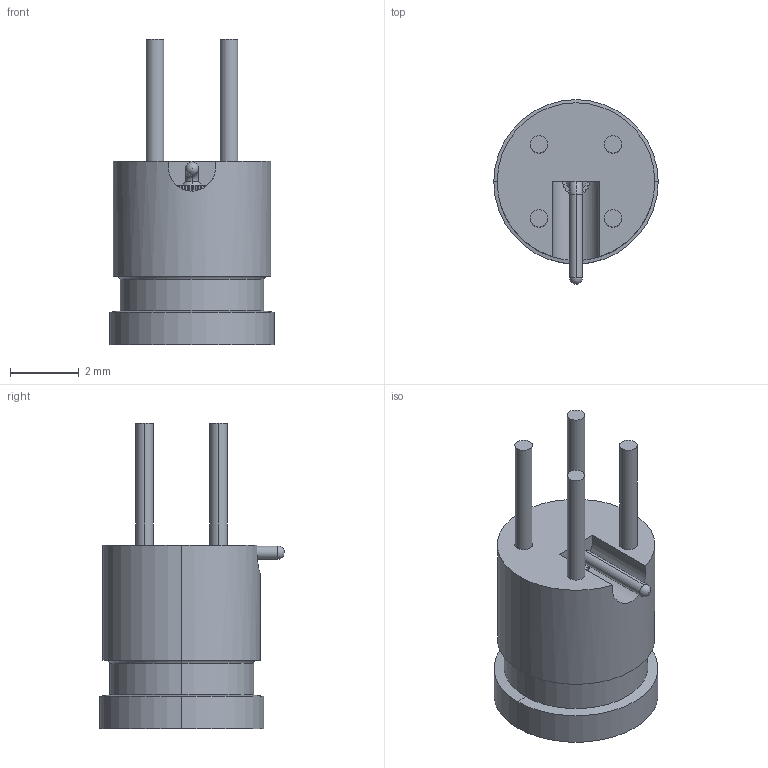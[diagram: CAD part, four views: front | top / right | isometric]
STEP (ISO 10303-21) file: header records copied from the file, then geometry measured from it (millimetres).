
FILE_DESCRIPTION (( 'STEP AP203' ), '1' );
FILE_NAME ('R222.L00.040A.STEP', '2018-07-19T09:24:53', ( '' ), ( '' ), 'SwSTEP 2.0', 'SolidWorks 2017', '' );
FILE_SCHEMA (( 'CONFIG_CONTROL_DESIGN' ));
Length unit declared in the file: millimetre
Products named in the file (1): R222.L00.040A
Bounding box: 4.8 x 5.4 x 8.92 mm (x, y, z)
Volume: 65 mm3; surface area: 174.1 mm2
Topology: 1 solids, 1 shells, 86 faces, 212 edges, 134 vertices
Faces by surface type: cylinder 35, plane 34, cone 10, torus 6, sphere 1
Entity records: 2631 total; most frequent: CARTESIAN_POINT 550, DIRECTION 427, ORIENTED_EDGE 420, EDGE_CURVE 210, AXIS2_PLACEMENT_3D 164, VERTEX_POINT 133, VECTOR 99, LINE 99
